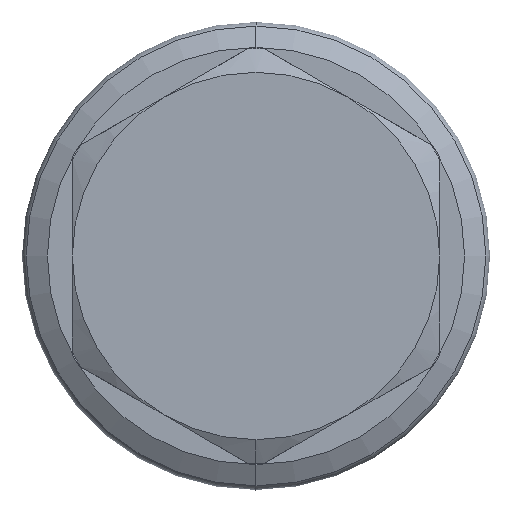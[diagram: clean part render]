
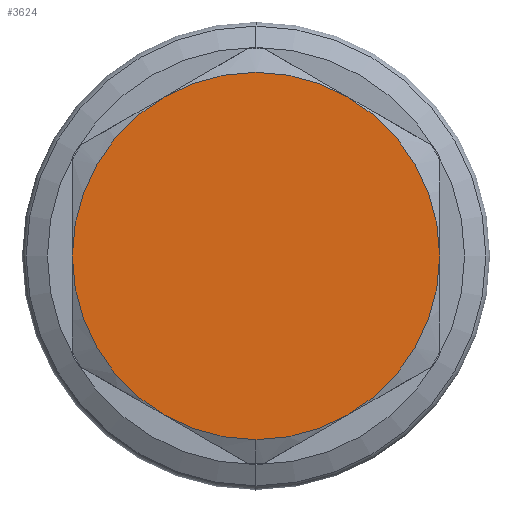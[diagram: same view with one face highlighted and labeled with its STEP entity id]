
A CAD part, left-side view. The second image highlights one B-rep face of the part: STEP entity #3624.
In plain terms, the highlighted planar face has unit normal (-1, 0, 0).
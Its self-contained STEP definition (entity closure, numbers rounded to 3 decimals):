
#53 = ORIENTED_EDGE ( 'NONE', *, *, #1751, .T. ) ;
#124 = DIRECTION ( 'NONE',  ( 0., 0., -1. ) ) ;
#343 = VERTEX_POINT ( 'NONE', #4639 ) ;
#357 = ORIENTED_EDGE ( 'NONE', *, *, #474, .T. ) ;
#456 = DIRECTION ( 'NONE',  ( -1., 0., 0. ) ) ;
#464 = CARTESIAN_POINT ( 'NONE',  ( 0., 0., 0. ) ) ;
#474 = EDGE_CURVE ( 'NONE', #1148, #1709, #656, .T. ) ;
#656 = CIRCLE ( 'NONE', #4651, 15.85 ) ;
#667 = VERTEX_POINT ( 'NONE', #5063 ) ;
#1148 = VERTEX_POINT ( 'NONE', #1682 ) ;
#1249 = EDGE_CURVE ( 'NONE', #4911, #5205, #3014, .T. ) ;
#1252 = CARTESIAN_POINT ( 'NONE',  ( 0., 0., 0. ) ) ;
#1304 = CIRCLE ( 'NONE', #6555, 15.85 ) ;
#1331 = CARTESIAN_POINT ( 'NONE',  ( 0., 0., 0. ) ) ;
#1336 = AXIS2_PLACEMENT_3D ( 'NONE', #2199, #2147, #5724 ) ;
#1440 = DIRECTION ( 'NONE',  ( 0., 0., 1. ) ) ;
#1442 = CARTESIAN_POINT ( 'NONE',  ( 0., 15.85, 0. ) ) ;
#1463 = ORIENTED_EDGE ( 'NONE', *, *, #5526, .T. ) ;
#1654 = AXIS2_PLACEMENT_3D ( 'NONE', #1904, #456, #1440 ) ;
#1682 = CARTESIAN_POINT ( 'NONE',  ( 0., 7.925, 13.727 ) ) ;
#1693 = DIRECTION ( 'NONE',  ( -1., 0., 0. ) ) ;
#1709 = VERTEX_POINT ( 'NONE', #1442 ) ;
#1714 = ORIENTED_EDGE ( 'NONE', *, *, #1249, .T. ) ;
#1751 = EDGE_CURVE ( 'NONE', #343, #4911, #3183, .T. ) ;
#1904 = CARTESIAN_POINT ( 'NONE',  ( 0., 0., 0. ) ) ;
#2021 = DIRECTION ( 'NONE',  ( 1., 0., 0. ) ) ;
#2023 = AXIS2_PLACEMENT_3D ( 'NONE', #464, #4024, #5576 ) ;
#2147 = DIRECTION ( 'NONE',  ( -1., 0., 0. ) ) ;
#2199 = CARTESIAN_POINT ( 'NONE',  ( 0., 0., 0. ) ) ;
#2271 = DIRECTION ( 'NONE',  ( -1., 0., 0. ) ) ;
#2334 = CIRCLE ( 'NONE', #3179, 15.85 ) ;
#2372 = EDGE_LOOP ( 'NONE', ( #4620, #5578, #1463, #53, #1714, #5611, #357 ) ) ;
#2401 = VERTEX_POINT ( 'NONE', #3880 ) ;
#2407 = CARTESIAN_POINT ( 'NONE',  ( 0., -7.925, 13.727 ) ) ;
#2841 = DIRECTION ( 'NONE',  ( -1., 0., 0. ) ) ;
#3014 = CIRCLE ( 'NONE', #1336, 15.85 ) ;
#3179 = AXIS2_PLACEMENT_3D ( 'NONE', #3602, #5108, #5795 ) ;
#3183 = CIRCLE ( 'NONE', #2023, 15.85 ) ;
#3190 = EDGE_CURVE ( 'NONE', #5205, #1148, #4754, .T. ) ;
#3602 = CARTESIAN_POINT ( 'NONE',  ( 0., 0., 0. ) ) ;
#3624 = ADVANCED_FACE ( 'NONE', ( #3740 ), #4029, .F. ) ;
#3740 = FACE_OUTER_BOUND ( 'NONE', #2372, .T. ) ;
#3745 = CARTESIAN_POINT ( 'NONE',  ( 0., 0., 0. ) ) ;
#3880 = CARTESIAN_POINT ( 'NONE',  ( 0., 7.925, -13.727 ) ) ;
#3913 = EDGE_CURVE ( 'NONE', #1709, #2401, #1304, .T. ) ;
#4017 = AXIS2_PLACEMENT_3D ( 'NONE', #1331, #2841, #4886 ) ;
#4024 = DIRECTION ( 'NONE',  ( -1., 0., 0. ) ) ;
#4029 = PLANE ( 'NONE',  #5921 ) ;
#4303 = CIRCLE ( 'NONE', #4017, 15.85 ) ;
#4315 = EDGE_CURVE ( 'NONE', #2401, #667, #2334, .T. ) ;
#4539 = CARTESIAN_POINT ( 'NONE',  ( 0., -15.85, -9.151 ) ) ;
#4620 = ORIENTED_EDGE ( 'NONE', *, *, #3913, .T. ) ;
#4639 = CARTESIAN_POINT ( 'NONE',  ( 0., -7.925, -13.727 ) ) ;
#4651 = AXIS2_PLACEMENT_3D ( 'NONE', #1252, #2271, #5802 ) ;
#4754 = CIRCLE ( 'NONE', #1654, 15.85 ) ;
#4886 = DIRECTION ( 'NONE',  ( 0., 0., 1. ) ) ;
#4911 = VERTEX_POINT ( 'NONE', #4952 ) ;
#4952 = CARTESIAN_POINT ( 'NONE',  ( 0., -15.85, 0. ) ) ;
#5063 = CARTESIAN_POINT ( 'NONE',  ( 0., 0., -15.85 ) ) ;
#5108 = DIRECTION ( 'NONE',  ( -1., 0., 0. ) ) ;
#5205 = VERTEX_POINT ( 'NONE', #2407 ) ;
#5526 = EDGE_CURVE ( 'NONE', #667, #343, #4303, .T. ) ;
#5576 = DIRECTION ( 'NONE',  ( 0., 0., 1. ) ) ;
#5578 = ORIENTED_EDGE ( 'NONE', *, *, #4315, .T. ) ;
#5611 = ORIENTED_EDGE ( 'NONE', *, *, #3190, .T. ) ;
#5724 = DIRECTION ( 'NONE',  ( 0., 0., 1. ) ) ;
#5795 = DIRECTION ( 'NONE',  ( 0., 0., 1. ) ) ;
#5802 = DIRECTION ( 'NONE',  ( 0., 0., 1. ) ) ;
#5921 = AXIS2_PLACEMENT_3D ( 'NONE', #4539, #2021, #124 ) ;
#6198 = DIRECTION ( 'NONE',  ( 0., 0., 1. ) ) ;
#6555 = AXIS2_PLACEMENT_3D ( 'NONE', #3745, #1693, #6198 ) ;
